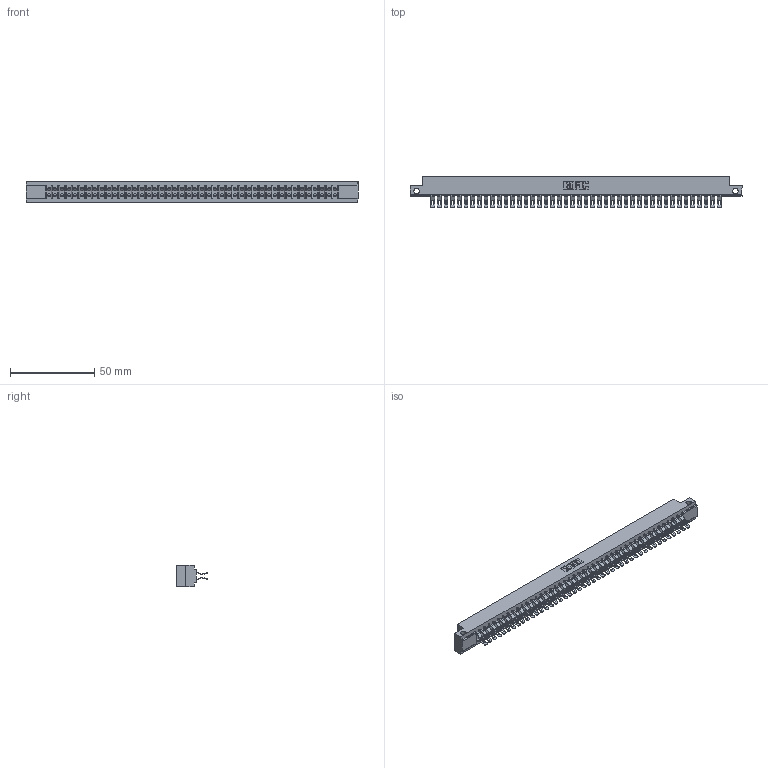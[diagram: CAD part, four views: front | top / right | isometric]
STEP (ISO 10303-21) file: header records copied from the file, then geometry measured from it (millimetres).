
FILE_DESCRIPTION (( 'STEP AP203' ), '1' );
FILE_NAME ('357-088-555-212.STEP', '2018-08-13T03:44:23', ( '' ), ( '' ), 'SwSTEP 2.0', 'SolidWorks 2016', '' );
FILE_SCHEMA (( 'CONFIG_CONTROL_DESIGN' ));
Length unit declared in the file: inch
Products named in the file (3): 307 Part_.128 Dia Side Mounting Holes; 307-290-001_555; 357-088-555-212
Assembly tree (89 placements, depth 2):
  357-088-555-212
    307 Part_.128 Dia Side Mounting Holes
    307-290-001_555  x88
Bounding box: 197.36 x 18.75 x 12.7 mm (x, y, z)
Volume: 21121 mm3; surface area: 27323.8 mm2
Topology: 89 solids, 89 shells, 5531 faces, 16251 edges, 10594 vertices
Faces by surface type: plane 3062, cylinder 2379, sphere 90
Entity records: 39421 total; most frequent: CARTESIAN_POINT 6452, ORIENTED_EDGE 6396, DIRECTION 6326, EDGE_CURVE 3198, VECTOR 2442, LINE 2442, VERTEX_POINT 2068, AXIS2_PLACEMENT_3D 1942
